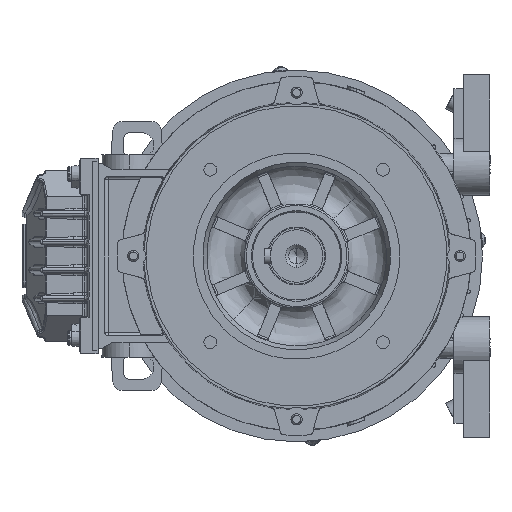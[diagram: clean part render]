
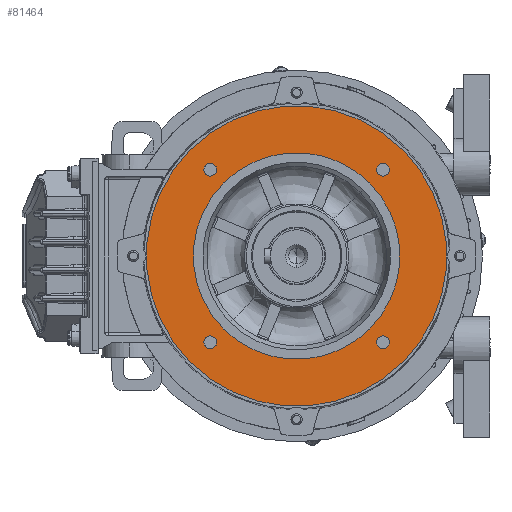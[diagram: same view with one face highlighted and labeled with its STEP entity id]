
A CAD part, left-side view. The second image highlights one B-rep face of the part: STEP entity #81464.
In plain terms, the highlighted planar face has unit normal (-1, 0, 0).
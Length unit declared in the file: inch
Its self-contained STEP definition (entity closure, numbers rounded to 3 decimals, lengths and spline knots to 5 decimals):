
#1737 = FACE_OUTER_BOUND ( 'NONE', #88534, .T. ) ;
#2567 = PLANE ( 'NONE',  #124207 ) ;
#2640 = VERTEX_POINT ( 'NONE', #82210 ) ;
#3476 = ORIENTED_EDGE ( 'NONE', *, *, #101012, .F. ) ;
#4082 = VERTEX_POINT ( 'NONE', #50172 ) ;
#5932 = DIRECTION ( 'NONE',  ( -1., 0., 0. ) ) ;
#6989 = AXIS2_PLACEMENT_3D ( 'NONE', #97777, #164687, #35050 ) ;
#9054 = VERTEX_POINT ( 'NONE', #129724 ) ;
#13274 = CIRCLE ( 'NONE', #107959, 0.13386 ) ;
#15206 = DIRECTION ( 'NONE',  ( 0., 0.707, -0.707 ) ) ;
#15211 = CIRCLE ( 'NONE', #6989, 0.13386 ) ;
#15749 = CARTESIAN_POINT ( 'NONE',  ( -1.5748, 2.22711, -2.22711 ) ) ;
#15861 = CARTESIAN_POINT ( 'NONE',  ( -1.5748, -1.53114, 1.53114 ) ) ;
#16063 = DIRECTION ( 'NONE',  ( 0., 0.707, -0.707 ) ) ;
#17771 = CARTESIAN_POINT ( 'NONE',  ( -1.5748, 1.53114, 1.53114 ) ) ;
#18768 = AXIS2_PLACEMENT_3D ( 'NONE', #129140, #50329, #49473 ) ;
#23222 = CARTESIAN_POINT ( 'NONE',  ( -1.5748, -1.80953, -1.80953 ) ) ;
#24359 = VERTEX_POINT ( 'NONE', #159962 ) ;
#27931 = AXIS2_PLACEMENT_3D ( 'NONE', #100558, #139548, #114058 ) ;
#29530 = EDGE_CURVE ( 'NONE', #30356, #2640, #93418, .T. ) ;
#30182 = ORIENTED_EDGE ( 'NONE', *, *, #71846, .F. ) ;
#30356 = VERTEX_POINT ( 'NONE', #15861 ) ;
#31345 = DIRECTION ( 'NONE',  ( 0., 0.707, -0.707 ) ) ;
#33711 = ORIENTED_EDGE ( 'NONE', *, *, #159556, .F. ) ;
#35050 = DIRECTION ( 'NONE',  ( 0., 0.707, -0.707 ) ) ;
#35403 = CIRCLE ( 'NONE', #162623, 0.13386 ) ;
#35773 = ORIENTED_EDGE ( 'NONE', *, *, #53844, .F. ) ;
#35852 = EDGE_LOOP ( 'NONE', ( #35773, #3476 ) ) ;
#36706 = EDGE_LOOP ( 'NONE', ( #55677, #71991 ) ) ;
#36726 = CARTESIAN_POINT ( 'NONE',  ( -1.5748, 0., 0. ) ) ;
#37178 = VERTEX_POINT ( 'NONE', #88147 ) ;
#37769 = AXIS2_PLACEMENT_3D ( 'NONE', #36726, #89223, #48562 ) ;
#38421 = DIRECTION ( 'NONE',  ( -1., 0., 0. ) ) ;
#38670 = CARTESIAN_POINT ( 'NONE',  ( -1.5748, -1.90418, -1.71487 ) ) ;
#40555 = VERTEX_POINT ( 'NONE', #88252 ) ;
#40661 = DIRECTION ( 'NONE',  ( -1., 0., 0. ) ) ;
#41531 = FACE_BOUND ( 'NONE', #36706, .T. ) ;
#44131 = CIRCLE ( 'NONE', #90259, 0.13386 ) ;
#45312 = EDGE_CURVE ( 'NONE', #40555, #58519, #35403, .T. ) ;
#47320 = DIRECTION ( 'NONE',  ( 0., 0.707, -0.707 ) ) ;
#48562 = DIRECTION ( 'NONE',  ( 0., -0.707, 0.707 ) ) ;
#49473 = DIRECTION ( 'NONE',  ( 0., -0.707, 0.707 ) ) ;
#50172 = CARTESIAN_POINT ( 'NONE',  ( -1.5748, 1.71487, -1.71487 ) ) ;
#50329 = DIRECTION ( 'NONE',  ( 1., 0., 0. ) ) ;
#52278 = ORIENTED_EDGE ( 'NONE', *, *, #87397, .F. ) ;
#53670 = CIRCLE ( 'NONE', #129549, 0.13386 ) ;
#53844 = EDGE_CURVE ( 'NONE', #141333, #37178, #13274, .T. ) ;
#55038 = FACE_BOUND ( 'NONE', #146854, .T. ) ;
#55677 = ORIENTED_EDGE ( 'NONE', *, *, #29530, .F. ) ;
#55903 = CARTESIAN_POINT ( 'NONE',  ( -1.5748, 0., 0. ) ) ;
#57268 = AXIS2_PLACEMENT_3D ( 'NONE', #160920, #148203, #47320 ) ;
#58519 = VERTEX_POINT ( 'NONE', #38670 ) ;
#58910 = ORIENTED_EDGE ( 'NONE', *, *, #157333, .F. ) ;
#63611 = CARTESIAN_POINT ( 'NONE',  ( -1.5748, -1.71487, 1.71487 ) ) ;
#68533 = DIRECTION ( 'NONE',  ( 0., 0.707, -0.707 ) ) ;
#68924 = AXIS2_PLACEMENT_3D ( 'NONE', #55903, #143293, #79678 ) ;
#69373 = CARTESIAN_POINT ( 'NONE',  ( -1.5748, 1.80953, -1.80953 ) ) ;
#71846 = EDGE_CURVE ( 'NONE', #58519, #40555, #81672, .T. ) ;
#71991 = ORIENTED_EDGE ( 'NONE', *, *, #116877, .F. ) ;
#75338 = VERTEX_POINT ( 'NONE', #146975 ) ;
#79678 = DIRECTION ( 'NONE',  ( 0., -0.707, 0.707 ) ) ;
#81464 = ADVANCED_FACE ( 'NONE', ( #1737, #41531, #55038, #107588, #157630, #158472 ), #2567, .F. ) ;
#81672 = CIRCLE ( 'NONE', #93567, 0.13386 ) ;
#82210 = CARTESIAN_POINT ( 'NONE',  ( -1.5748, 1.53114, -1.53114 ) ) ;
#82928 = AXIS2_PLACEMENT_3D ( 'NONE', #130506, #155971, #16063 ) ;
#83921 = ORIENTED_EDGE ( 'NONE', *, *, #45312, .F. ) ;
#87397 = EDGE_CURVE ( 'NONE', #75338, #9054, #44131, .T. ) ;
#88147 = CARTESIAN_POINT ( 'NONE',  ( -1.5748, -1.90418, 1.90418 ) ) ;
#88252 = CARTESIAN_POINT ( 'NONE',  ( -1.5748, -1.71487, -1.90418 ) ) ;
#88534 = EDGE_LOOP ( 'NONE', ( #125040, #89199 ) ) ;
#89199 = ORIENTED_EDGE ( 'NONE', *, *, #122620, .F. ) ;
#89223 = DIRECTION ( 'NONE',  ( -1., 0., 0. ) ) ;
#90111 = DIRECTION ( 'NONE',  ( 0., 0.707, -0.707 ) ) ;
#90259 = AXIS2_PLACEMENT_3D ( 'NONE', #133766, #106676, #15206 ) ;
#91897 = CIRCLE ( 'NONE', #18768, 3.14961 ) ;
#93418 = CIRCLE ( 'NONE', #68924, 2.16535 ) ;
#93567 = AXIS2_PLACEMENT_3D ( 'NONE', #133656, #131193, #132810 ) ;
#94887 = DIRECTION ( 'NONE',  ( 1., 0., 0. ) ) ;
#97777 = CARTESIAN_POINT ( 'NONE',  ( -1.5748, -1.80953, 1.80953 ) ) ;
#100558 = CARTESIAN_POINT ( 'NONE',  ( -1.5748, 0., 0. ) ) ;
#101012 = EDGE_CURVE ( 'NONE', #37178, #141333, #15211, .T. ) ;
#101854 = EDGE_CURVE ( 'NONE', #9054, #75338, #156041, .T. ) ;
#105822 = VERTEX_POINT ( 'NONE', #15749 ) ;
#106676 = DIRECTION ( 'NONE',  ( -1., 0., 0. ) ) ;
#107588 = FACE_BOUND ( 'NONE', #142178, .T. ) ;
#107959 = AXIS2_PLACEMENT_3D ( 'NONE', #149107, #5932, #137248 ) ;
#110773 = CIRCLE ( 'NONE', #37769, 2.16535 ) ;
#110899 = CARTESIAN_POINT ( 'NONE',  ( -1.5748, 1.90418, -1.90418 ) ) ;
#114058 = DIRECTION ( 'NONE',  ( 0., -0.707, 0.707 ) ) ;
#116877 = EDGE_CURVE ( 'NONE', #2640, #30356, #110773, .T. ) ;
#118406 = ORIENTED_EDGE ( 'NONE', *, *, #101854, .F. ) ;
#119515 = EDGE_LOOP ( 'NONE', ( #83921, #30182 ) ) ;
#122593 = CIRCLE ( 'NONE', #27931, 3.14961 ) ;
#122620 = EDGE_CURVE ( 'NONE', #105822, #24359, #122593, .T. ) ;
#124207 = AXIS2_PLACEMENT_3D ( 'NONE', #17771, #94887, #31345 ) ;
#124937 = CIRCLE ( 'NONE', #57268, 0.13386 ) ;
#125040 = ORIENTED_EDGE ( 'NONE', *, *, #126142, .F. ) ;
#126142 = EDGE_CURVE ( 'NONE', #24359, #105822, #91897, .T. ) ;
#129140 = CARTESIAN_POINT ( 'NONE',  ( -1.5748, 0., 0. ) ) ;
#129549 = AXIS2_PLACEMENT_3D ( 'NONE', #69373, #40661, #68533 ) ;
#129724 = CARTESIAN_POINT ( 'NONE',  ( -1.5748, 1.71487, 1.90418 ) ) ;
#130506 = CARTESIAN_POINT ( 'NONE',  ( -1.5748, 1.80953, 1.80953 ) ) ;
#131193 = DIRECTION ( 'NONE',  ( -1., 0., 0. ) ) ;
#132810 = DIRECTION ( 'NONE',  ( 0., 0.707, -0.707 ) ) ;
#133656 = CARTESIAN_POINT ( 'NONE',  ( -1.5748, -1.80953, -1.80953 ) ) ;
#133766 = CARTESIAN_POINT ( 'NONE',  ( -1.5748, 1.80953, 1.80953 ) ) ;
#137248 = DIRECTION ( 'NONE',  ( 0., 0.707, -0.707 ) ) ;
#139548 = DIRECTION ( 'NONE',  ( 1., 0., 0. ) ) ;
#141333 = VERTEX_POINT ( 'NONE', #63611 ) ;
#142178 = EDGE_LOOP ( 'NONE', ( #52278, #118406 ) ) ;
#143293 = DIRECTION ( 'NONE',  ( -1., 0., 0. ) ) ;
#146854 = EDGE_LOOP ( 'NONE', ( #58910, #33711 ) ) ;
#146975 = CARTESIAN_POINT ( 'NONE',  ( -1.5748, 1.90418, 1.71487 ) ) ;
#148203 = DIRECTION ( 'NONE',  ( -1., 0., 0. ) ) ;
#149107 = CARTESIAN_POINT ( 'NONE',  ( -1.5748, -1.80953, 1.80953 ) ) ;
#155971 = DIRECTION ( 'NONE',  ( -1., 0., 0. ) ) ;
#156041 = CIRCLE ( 'NONE', #82928, 0.13386 ) ;
#157333 = EDGE_CURVE ( 'NONE', #167353, #4082, #53670, .T. ) ;
#157630 = FACE_BOUND ( 'NONE', #35852, .T. ) ;
#158472 = FACE_BOUND ( 'NONE', #119515, .T. ) ;
#159556 = EDGE_CURVE ( 'NONE', #4082, #167353, #124937, .T. ) ;
#159962 = CARTESIAN_POINT ( 'NONE',  ( -1.5748, -2.22711, 2.22711 ) ) ;
#160920 = CARTESIAN_POINT ( 'NONE',  ( -1.5748, 1.80953, -1.80953 ) ) ;
#162623 = AXIS2_PLACEMENT_3D ( 'NONE', #23222, #38421, #90111 ) ;
#164687 = DIRECTION ( 'NONE',  ( -1., 0., 0. ) ) ;
#167353 = VERTEX_POINT ( 'NONE', #110899 ) ;
